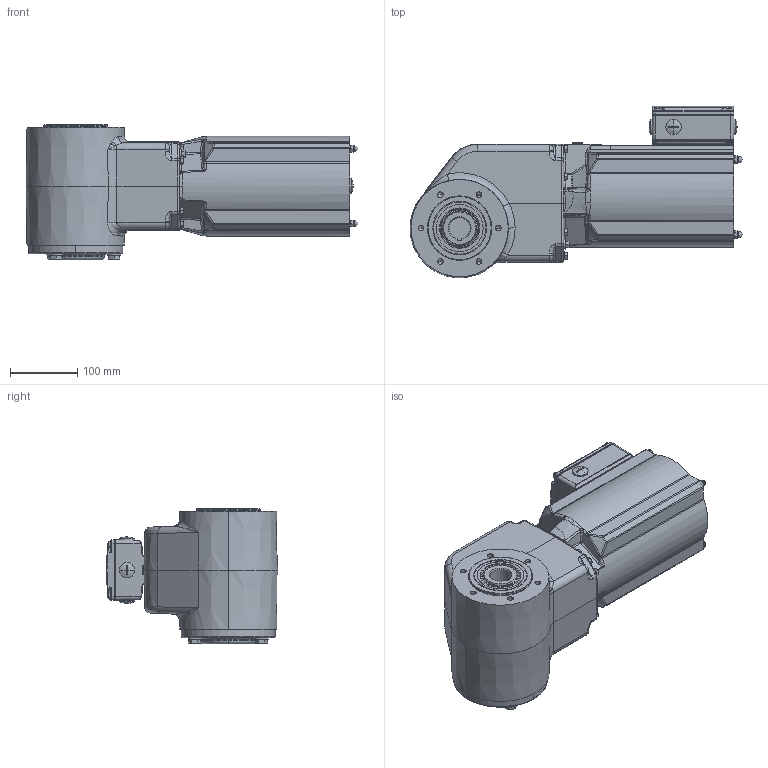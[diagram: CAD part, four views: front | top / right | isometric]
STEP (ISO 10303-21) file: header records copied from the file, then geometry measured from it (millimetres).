
FILE_DESCRIPTION((''),'2;1');
FILE_NAME('178G6007_HUELLE_SW0007','2014-10-22T',('t.klippstein'),(''),'PRO/ENGINEER BY PARAMETRIC TECHNOLOGY CORPORATION, 2013230','PRO/ENGINEER BY PARAMETRIC TECHNOLOGY CORPORATION, 2013230','');
FILE_SCHEMA(('AUTOMOTIVE_DESIGN { 1 0 10303 214 1 1 1 1 }'));
Length unit declared in the file: millimetre
Products named in the file (1): 178G6007_HUELLE_SW0007
Bounding box: 494.97 x 255.66 x 202.5 mm (x, y, z)
Volume: 10850610.2 mm3; surface area: 416800.5 mm2
Topology: 1 solids, 2 shells, 1310 faces, 3091 edges, 1832 vertices
Faces by surface type: plane 353, cylinder 332, bspline 285, cone 236, torus 52, sphere 52
Entity records: 66178 total; most frequent: CARTESIAN_POINT 29139, ORIENTED_EDGE 6142, DIRECTION 5269, EDGE_CURVE 3071, AXIS2_PLACEMENT_3D 2129, VERTEX_POINT 1832, EDGE_LOOP 1399, FACE_OUTER_BOUND 1310
